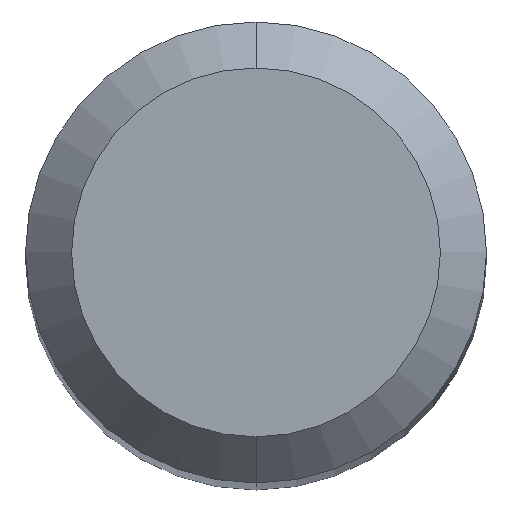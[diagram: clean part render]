
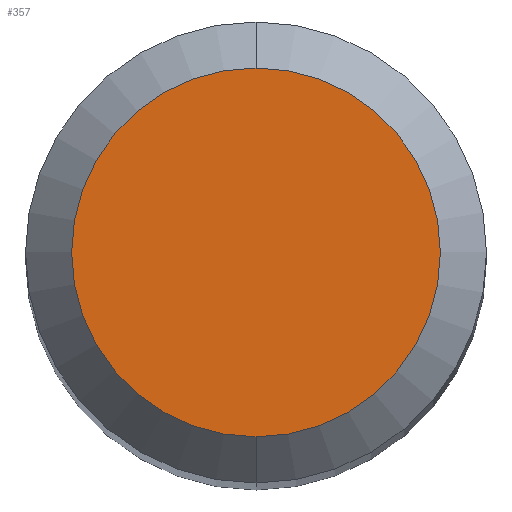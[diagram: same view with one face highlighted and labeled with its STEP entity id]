
A CAD part, top view. The second image highlights one B-rep face of the part: STEP entity #357.
In plain terms, the highlighted planar face has unit normal (0, 0, 1).
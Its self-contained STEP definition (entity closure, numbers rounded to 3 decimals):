
#241=VERTEX_POINT('',#540);
#315=EDGE_CURVE('',#241,#415,#620,.T.);
#323=EDGE_CURVE('',#415,#241,#628,.T.);
#357=ADVANCED_FACE('',(#668),#669,.T.);
#415=VERTEX_POINT('',#732);
#540=CARTESIAN_POINT('',(0.0,1.2,0.0));
#620=CIRCLE('',#1097,1.2);
#628=CIRCLE('',#1127,1.2);
#668=FACE_OUTER_BOUND('',#1202,.T.);
#669=PLANE('',#1203);
#732=CARTESIAN_POINT('',(0.,-1.2,0.0));
#1097=AXIS2_PLACEMENT_3D('',#1534,#1535,#1536);
#1127=AXIS2_PLACEMENT_3D('',#1540,#1541,#1542);
#1202=EDGE_LOOP('',(#1608,#1609));
#1203=AXIS2_PLACEMENT_3D('',#1610,#1611,#1612);
#1534=CARTESIAN_POINT('',(0.0,0.0,0.0));
#1535=DIRECTION('',(0.0,0.0,-1.0));
#1536=DIRECTION('',(0.0,1.0,0.0));
#1540=CARTESIAN_POINT('',(0.0,0.0,0.0));
#1541=DIRECTION('',(0.0,0.0,-1.0));
#1542=DIRECTION('',(0.0,1.0,0.0));
#1608=ORIENTED_EDGE('',*,*,#315,.F.);
#1609=ORIENTED_EDGE('',*,*,#323,.F.);
#1610=CARTESIAN_POINT('',(0.0,0.6,0.0));
#1611=DIRECTION('',(-0.0,0.0,1.0));
#1612=DIRECTION('',(0.0,-1.0,0.0));
